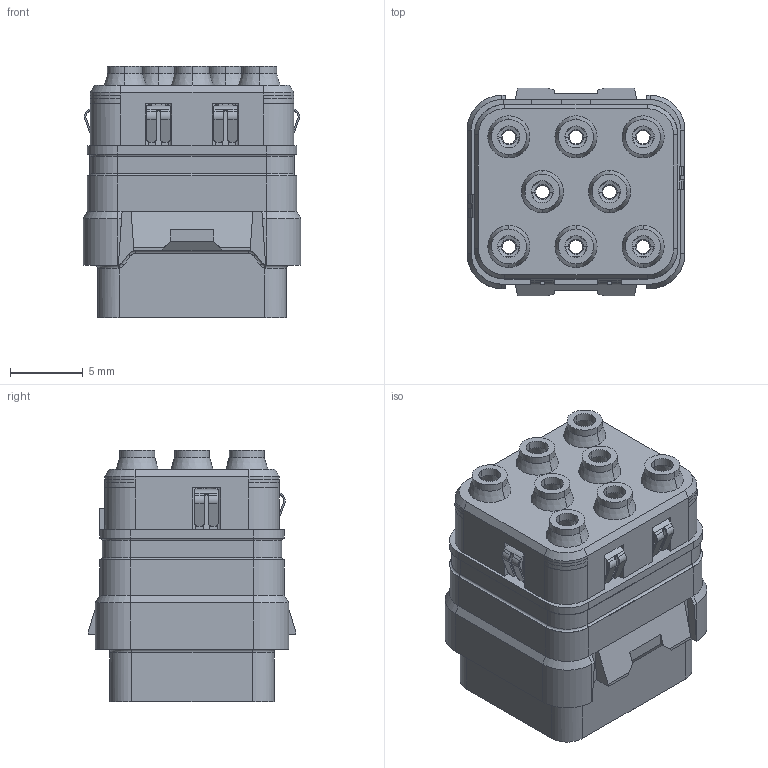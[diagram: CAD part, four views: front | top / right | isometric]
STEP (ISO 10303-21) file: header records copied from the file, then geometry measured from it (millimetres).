
FILE_DESCRIPTION((''),'2;1');
FILE_NAME('SIMMG0816PC','2020-01-14T',('presta_be4'),(''),'CREO PARAMETRIC BY PTC INC, 2018360','CREO PARAMETRIC BY PTC INC, 2018360','');
FILE_SCHEMA(('CONFIG_CONTROL_DESIGN'));
Products named in the file (1): SIMMG0816PC
Bounding box: 15 x 14.3 x 17.3 mm (x, y, z)
Volume: 1642.3 mm3; surface area: 3488.7 mm2
Topology: 1 solids, 1 shells, 3001 faces, 7906 edges, 4909 vertices
Faces by surface type: plane 1381, cylinder 1027, cone 265, torus 196, bspline 124, extrusion 8
Entity records: 97228 total; most frequent: CARTESIAN_POINT 22356, DIRECTION 15894, ORIENTED_EDGE 15812, EDGE_CURVE 7906, AXIS2_PLACEMENT_3D 5719, VERTEX_POINT 4909, VECTOR 4456, LINE 4448
